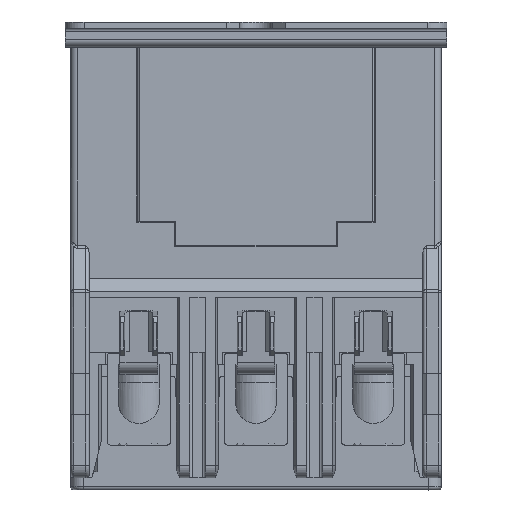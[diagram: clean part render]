
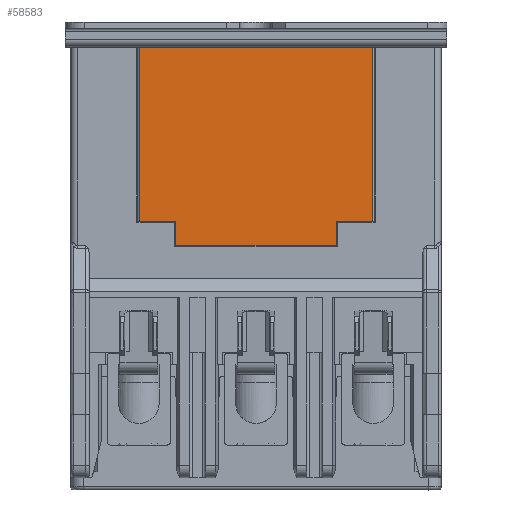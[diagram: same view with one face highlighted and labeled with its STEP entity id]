
A CAD part, front view. The second image highlights one B-rep face of the part: STEP entity #58583.
In plain terms, the highlighted planar face has unit normal (0, -1, 0).
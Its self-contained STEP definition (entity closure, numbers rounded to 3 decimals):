
#57758=DIRECTION('',(1.,0.,0.));
#57759=VECTOR('',#57758,5.7);
#57760=CARTESIAN_POINT('',(41.95,-0.1,-27.5));
#57761=LINE('',#57760,#57759);
#57762=DIRECTION('',(0.,0.,-1.));
#57763=VECTOR('',#57762,3.8);
#57764=CARTESIAN_POINT('',(41.95,-0.1,-27.5));
#57765=LINE('',#57764,#57763);
#57766=DIRECTION('',(-1.,0.,0.));
#57767=VECTOR('',#57766,25.4);
#57768=CARTESIAN_POINT('',(41.95,-0.1,-31.3));
#57769=LINE('',#57768,#57767);
#57770=DIRECTION('',(0.,0.,1.));
#57771=VECTOR('',#57770,3.8);
#57772=CARTESIAN_POINT('',(16.55,-0.1,-31.3));
#57773=LINE('',#57772,#57771);
#57774=DIRECTION('',(1.,0.,0.));
#57775=VECTOR('',#57774,5.7);
#57776=CARTESIAN_POINT('',(10.85,-0.1,-27.5));
#57777=LINE('',#57776,#57775);
#57778=DIRECTION('',(-1.,0.,0.));
#57779=VECTOR('',#57778,36.8);
#57780=CARTESIAN_POINT('',(47.65,-0.1,
0.));
#57781=LINE('',#57780,#57779);
#57786=DIRECTION('',(0.,0.,1.));
#57787=VECTOR('',#57786,27.5);
#57788=CARTESIAN_POINT('',(47.65,-0.1,-27.5));
#57789=LINE('',#57788,#57787);
#57842=DIRECTION('',(0.,0.,-1.));
#57843=VECTOR('',#57842,27.5);
#57844=CARTESIAN_POINT('',(10.85,-0.1,0.));
#57845=LINE('',#57844,#57843);
#58072=CARTESIAN_POINT('',(47.65,-0.1,
0.));
#58073=VERTEX_POINT('',#58072);
#58074=CARTESIAN_POINT('',(10.85,-0.1,0.));
#58075=VERTEX_POINT('',#58074);
#58192=CARTESIAN_POINT('',(16.55,-0.1,-27.5));
#58193=VERTEX_POINT('',#58192);
#58194=CARTESIAN_POINT('',(10.85,-0.1,-27.5));
#58195=VERTEX_POINT('',#58194);
#58210=CARTESIAN_POINT('',(47.65,-0.1,-27.5));
#58211=VERTEX_POINT('',#58210);
#58212=CARTESIAN_POINT('',(41.95,-0.1,-27.5));
#58213=VERTEX_POINT('',#58212);
#58214=CARTESIAN_POINT('',(41.95,-0.1,-31.3));
#58215=VERTEX_POINT('',#58214);
#58216=CARTESIAN_POINT('',(16.55,-0.1,-31.3));
#58217=VERTEX_POINT('',#58216);
#58564=CARTESIAN_POINT('',(29.25,-0.1,-15.65));
#58565=DIRECTION('',(0.,1.,0.));
#58566=DIRECTION('',(1.,0.,0.));
#58567=AXIS2_PLACEMENT_3D('',#58564,#58565,#58566);
#58568=PLANE('',#58567);
#58570=ORIENTED_EDGE('',*,*,#58569,.F.);
#58571=ORIENTED_EDGE('',*,*,#58499,.F.);
#58573=ORIENTED_EDGE('',*,*,#58572,.T.);
#58575=ORIENTED_EDGE('',*,*,#58574,.T.);
#58576=ORIENTED_EDGE('',*,*,#58557,.T.);
#58577=ORIENTED_EDGE('',*,*,#58528,.F.);
#58579=ORIENTED_EDGE('',*,*,#58578,.F.);
#58580=ORIENTED_EDGE('',*,*,#58369,.F.);
#58581=EDGE_LOOP('',(#58570,#58571,#58573,#58575,#58576,#58577,#58579,#58580));
#58582=FACE_OUTER_BOUND('',#58581,.F.);
#58369=EDGE_CURVE('',#58073,#58075,#57781,.T.);
#58499=EDGE_CURVE('',#58213,#58211,#57761,.T.);
#58528=EDGE_CURVE('',#58195,#58193,#57777,.T.);
#58557=EDGE_CURVE('',#58217,#58193,#57773,.T.);
#58569=EDGE_CURVE('',#58211,#58073,#57789,.T.);
#58572=EDGE_CURVE('',#58213,#58215,#57765,.T.);
#58574=EDGE_CURVE('',#58215,#58217,#57769,.T.);
#58578=EDGE_CURVE('',#58075,#58195,#57845,.T.);
#58583=ADVANCED_FACE('',(#58582),#58568,.F.);
